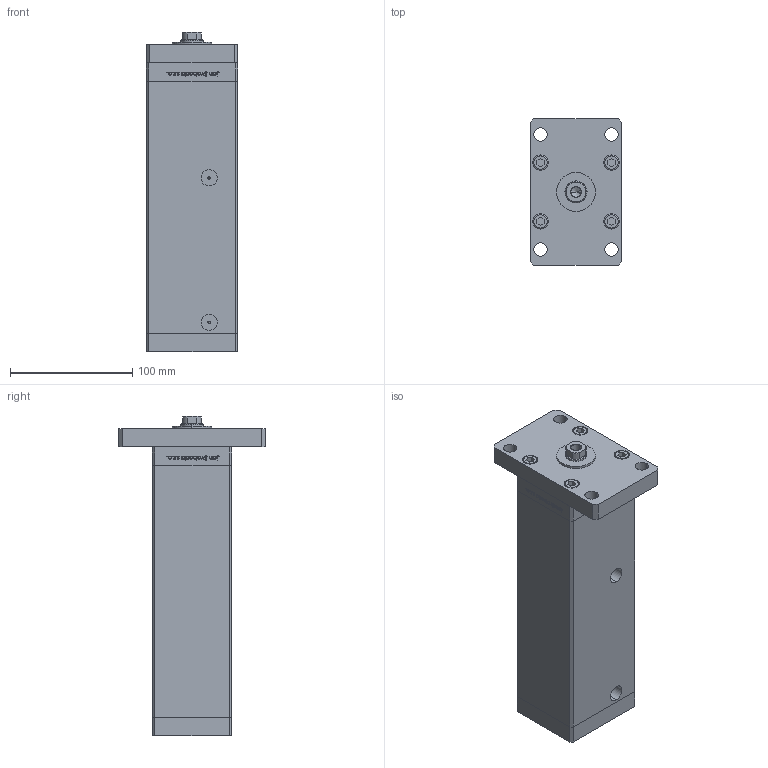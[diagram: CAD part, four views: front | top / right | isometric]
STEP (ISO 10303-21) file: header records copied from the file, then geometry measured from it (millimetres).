
FILE_DESCRIPTION (( 'STEP AP203' ), '1' );
FILE_NAME ('19ec.STEP', '2022-04-15T02:42:18', ( '' ), ( '' ), 'SwSTEP 2.0', 'SolidWorks 2019', '' );
FILE_SCHEMA (( 'CONFIG_CONTROL_DESIGN' ));
Length unit declared in the file: millimetre
Products named in the file (7): V220C_F c43cb12aadbc4ee3da1a5cadedbe29e5; ALLEN BOLT c43cb12aadbc4ee3da1a5cadedbe29e5; V220C_VC_F c43cb12aadbc4ee3da1a5cadedbe29e5; V220C_FRONT_F c43cb12aadbc4ee3da1a5cadedbe29e5; V220C_F_MIDDLE c43cb12aadbc4ee3da1a5cadedbe29e5; V220C BACK_F c43cb12aadbc4ee3da1a5cadedbe29e5; 19ec
Assembly tree (19 placements, depth 2):
  19ec
    V220C BACK_F c43cb12aadbc4ee3da1a5cadedbe29e5
    V220C_F_MIDDLE c43cb12aadbc4ee3da1a5cadedbe29e5
    V220C_FRONT_F c43cb12aadbc4ee3da1a5cadedbe29e5
    V220C_F c43cb12aadbc4ee3da1a5cadedbe29e5
    ALLEN BOLT c43cb12aadbc4ee3da1a5cadedbe29e5  x14
    V220C_VC_F c43cb12aadbc4ee3da1a5cadedbe29e5
Bounding box: 75 x 120 x 261 mm (x, y, z)
Volume: 1137227.4 mm3; surface area: 191924.2 mm2
Topology: 19 solids, 19 shells, 1308 faces, 3237 edges, 2115 vertices
Faces by surface type: plane 515, bspline 484, cylinder 187, cone 62, torus 60
Entity records: 53636 total; most frequent: CARTESIAN_POINT 30496, ORIENTED_EDGE 5274, DIRECTION 3067, EDGE_CURVE 2637, VERTEX_POINT 1751, VECTOR 1367, LINE 1367, EDGE_LOOP 1208
